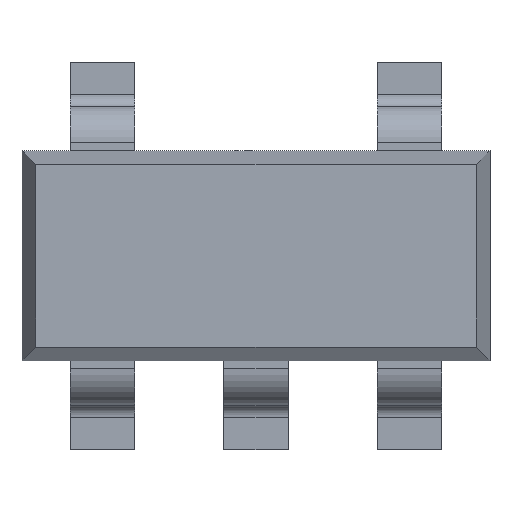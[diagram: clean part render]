
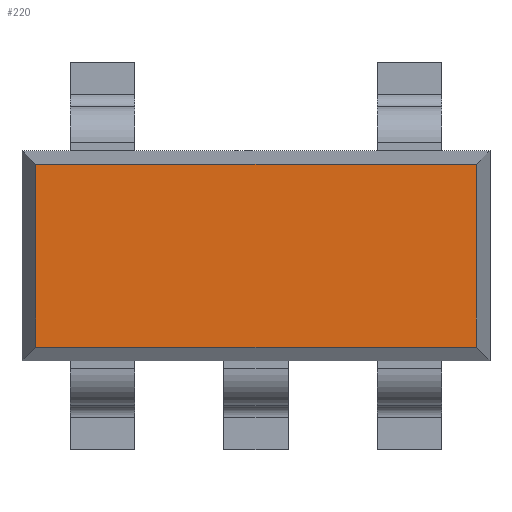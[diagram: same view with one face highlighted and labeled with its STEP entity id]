
A CAD part, top view. The second image highlights one B-rep face of the part: STEP entity #220.
In plain terms, the highlighted planar face has unit normal (0, 0, 1).
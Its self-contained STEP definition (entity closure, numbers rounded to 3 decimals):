
#220=ADVANCED_FACE('',(#905),#907,.T.);
#905=FACE_BOUND('',#906,.T.);
#906=EDGE_LOOP('',(#1456,#1457,#1458,#1459));
#907=PLANE('',#908);
#908=AXIS2_PLACEMENT_3D('',#909,#910,#911);
#909=CARTESIAN_POINT('',(0.475,-0.65,1.));
#910=DIRECTION('',(0.,-0.,1.));
#911=DIRECTION('',(0.,1.,0.));
#1456=ORIENTED_EDGE('',*,*,#1841,.F.);
#1457=ORIENTED_EDGE('',*,*,#1842,.T.);
#1458=ORIENTED_EDGE('',*,*,#1766,.T.);
#1459=ORIENTED_EDGE('',*,*,#1839,.F.);
#1766=EDGE_CURVE('',#1990,#1991,#1992,.T.);
#1839=EDGE_CURVE('',#2121,#1991,#2122,.T.);
#1841=EDGE_CURVE('',#2124,#2121,#2125,.T.);
#1842=EDGE_CURVE('',#2124,#1990,#2126,.T.);
#1990=VERTEX_POINT('',#2370);
#1991=VERTEX_POINT('',#2371);
#1992=LINE('',#2372,#2373);
#2121=VERTEX_POINT('',#2663);
#2122=LINE('',#2664,#2665);
#2124=VERTEX_POINT('',#2670);
#2125=LINE('',#2671,#2672);
#2126=LINE('',#2674,#2675);
#2370=CARTESIAN_POINT('',(2.316,0.566,1.));
#2371=CARTESIAN_POINT('',(-0.416,0.566,1.));
#2372=CARTESIAN_POINT('',(2.316,0.566,1.));
#2373=VECTOR('',#2374,1.);
#2374=DIRECTION('',(-1.,0.,0.));
#2663=CARTESIAN_POINT('',(-0.416,-0.566,1.));
#2664=CARTESIAN_POINT('',(-0.416,-0.566,1.));
#2665=VECTOR('',#2666,1.);
#2666=DIRECTION('',(0.,1.,0.));
#2670=CARTESIAN_POINT('',(2.316,-0.566,1.));
#2671=CARTESIAN_POINT('',(2.316,-0.566,1.));
#2672=VECTOR('',#2673,1.);
#2673=DIRECTION('',(-1.,0.,0.));
#2674=CARTESIAN_POINT('',(2.316,-0.566,1.));
#2675=VECTOR('',#2676,1.);
#2676=DIRECTION('',(0.,1.,0.));
